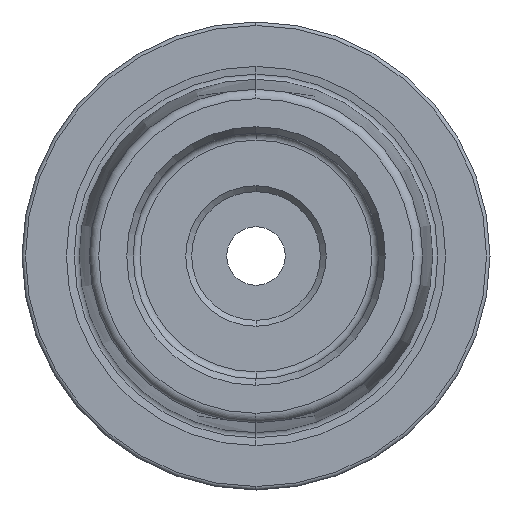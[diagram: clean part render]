
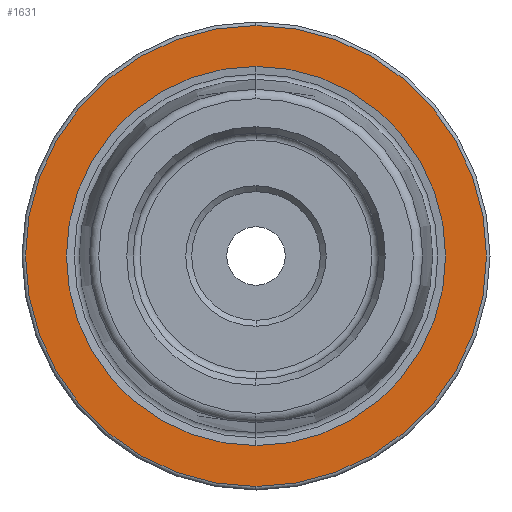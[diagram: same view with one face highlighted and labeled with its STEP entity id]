
A CAD part, left-side view. The second image highlights one B-rep face of the part: STEP entity #1631.
In plain terms, the highlighted planar face has unit normal (-1, 0, 0).
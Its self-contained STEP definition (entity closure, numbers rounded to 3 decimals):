
#42 = CARTESIAN_POINT ( 'NONE',  ( 0., 0., 0. ) ) ;
#147 = DIRECTION ( 'NONE',  ( -1., 0., 0. ) ) ;
#365 = DIRECTION ( 'NONE',  ( 0., 0., 1. ) ) ;
#417 = ORIENTED_EDGE ( 'NONE', *, *, #4057, .T. ) ;
#522 = CARTESIAN_POINT ( 'NONE',  ( 0., 0., 19.7 ) ) ;
#559 = CARTESIAN_POINT ( 'NONE',  ( 0., 0., -16.207 ) ) ;
#725 = CARTESIAN_POINT ( 'NONE',  ( 0., 0., 0. ) ) ;
#764 = DIRECTION ( 'NONE',  ( 1., 0., 0. ) ) ;
#935 = VERTEX_POINT ( 'NONE', #559 ) ;
#986 = CIRCLE ( 'NONE', #3203, 19.7 ) ;
#1039 = EDGE_CURVE ( 'NONE', #2161, #935, #1229, .T. ) ;
#1048 = DIRECTION ( 'NONE',  ( 0., 0., 1. ) ) ;
#1187 = CARTESIAN_POINT ( 'NONE',  ( 0., 0., -19.7 ) ) ;
#1229 = CIRCLE ( 'NONE', #2382, 16.207 ) ;
#1631 = ADVANCED_FACE ( 'NONE', ( #2832, #2004 ), #2005, .F. ) ;
#1709 = CARTESIAN_POINT ( 'NONE',  ( 0., 0., 0. ) ) ;
#1894 = EDGE_LOOP ( 'NONE', ( #3703, #417 ) ) ;
#1975 = AXIS2_PLACEMENT_3D ( 'NONE', #1709, #3901, #2017 ) ;
#2004 = FACE_OUTER_BOUND ( 'NONE', #1894, .T. ) ;
#2005 = PLANE ( 'NONE',  #2419 ) ;
#2006 = CARTESIAN_POINT ( 'NONE',  ( 0., 0., 0. ) ) ;
#2017 = DIRECTION ( 'NONE',  ( 0., 0., 1. ) ) ;
#2161 = VERTEX_POINT ( 'NONE', #2734 ) ;
#2166 = AXIS2_PLACEMENT_3D ( 'NONE', #725, #2897, #1048 ) ;
#2206 = DIRECTION ( 'NONE',  ( -1., 0., 0. ) ) ;
#2270 = EDGE_CURVE ( 'NONE', #3597, #2708, #3266, .T. ) ;
#2312 = DIRECTION ( 'NONE',  ( 0., 0., 1. ) ) ;
#2382 = AXIS2_PLACEMENT_3D ( 'NONE', #42, #2206, #365 ) ;
#2419 = AXIS2_PLACEMENT_3D ( 'NONE', #3875, #764, #2935 ) ;
#2708 = VERTEX_POINT ( 'NONE', #1187 ) ;
#2725 = CIRCLE ( 'NONE', #2166, 16.207 ) ;
#2734 = CARTESIAN_POINT ( 'NONE',  ( 0., 0., 16.207 ) ) ;
#2832 = FACE_BOUND ( 'NONE', #3435, .T. ) ;
#2897 = DIRECTION ( 'NONE',  ( -1., 0., 0. ) ) ;
#2935 = DIRECTION ( 'NONE',  ( 0., 0., -1. ) ) ;
#3195 = ORIENTED_EDGE ( 'NONE', *, *, #1039, .F. ) ;
#3203 = AXIS2_PLACEMENT_3D ( 'NONE', #2006, #147, #2312 ) ;
#3266 = CIRCLE ( 'NONE', #1975, 19.7 ) ;
#3435 = EDGE_LOOP ( 'NONE', ( #3195, #4053 ) ) ;
#3597 = VERTEX_POINT ( 'NONE', #522 ) ;
#3703 = ORIENTED_EDGE ( 'NONE', *, *, #2270, .T. ) ;
#3875 = CARTESIAN_POINT ( 'NONE',  ( 0., 19.7, 0. ) ) ;
#3901 = DIRECTION ( 'NONE',  ( -1., 0., 0. ) ) ;
#3996 = EDGE_CURVE ( 'NONE', #935, #2161, #2725, .T. ) ;
#4053 = ORIENTED_EDGE ( 'NONE', *, *, #3996, .F. ) ;
#4057 = EDGE_CURVE ( 'NONE', #2708, #3597, #986, .T. ) ;
